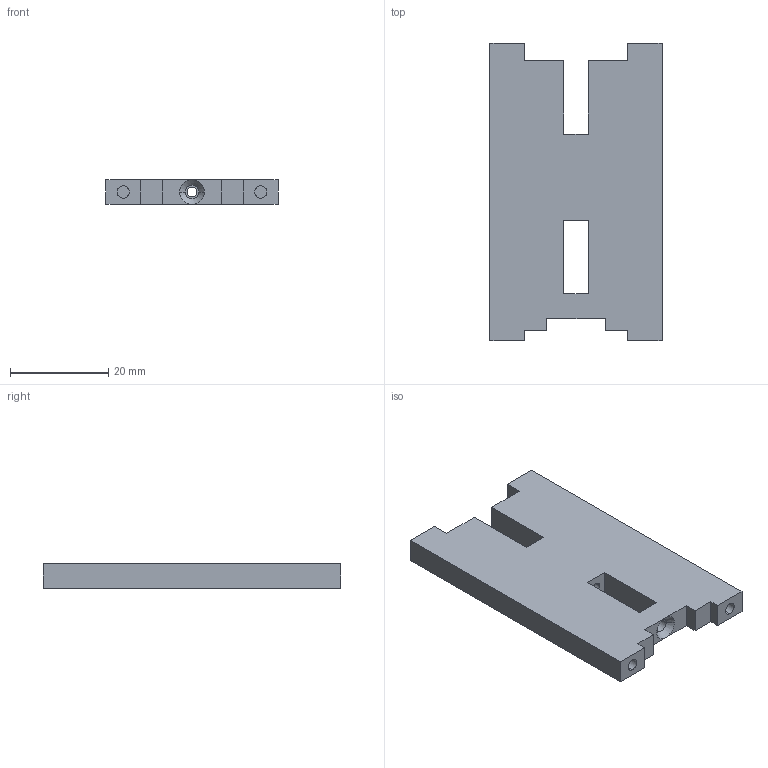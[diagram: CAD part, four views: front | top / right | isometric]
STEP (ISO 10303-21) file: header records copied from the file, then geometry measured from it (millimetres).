
FILE_DESCRIPTION (( 'STEP AP214' ), '1' );
FILE_NAME ('Spacer_battery_side_release_v2.STEP', '2022-06-09T08:39:38', ( '' ), ( '' ), 'SwSTEP 2.0', 'SolidWorks 2017', '' );
FILE_SCHEMA (( 'AUTOMOTIVE_DESIGN' ));
Length unit declared in the file: millimetre
Products named in the file (1): Spacer_battery_side_release_v2
Bounding box: 35 x 60.5 x 5 mm (x, y, z)
Volume: 8822.8 mm3; surface area: 5473.8 mm2
Topology: 1 solids, 1 shells, 45 faces, 116 edges, 76 vertices
Faces by surface type: plane 31, cylinder 12, cone 2
Entity records: 1907 total; most frequent: CARTESIAN_POINT 238, DIRECTION 236, ORIENTED_EDGE 232, EDGE_CURVE 116, VECTOR 88, LINE 88, VERTEX_POINT 76, AXIS2_PLACEMENT_3D 74
